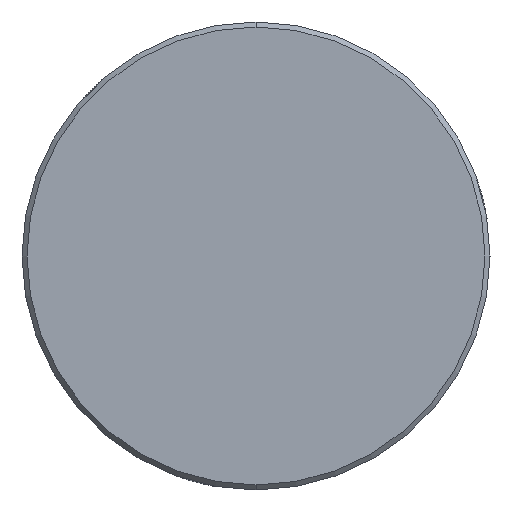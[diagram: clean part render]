
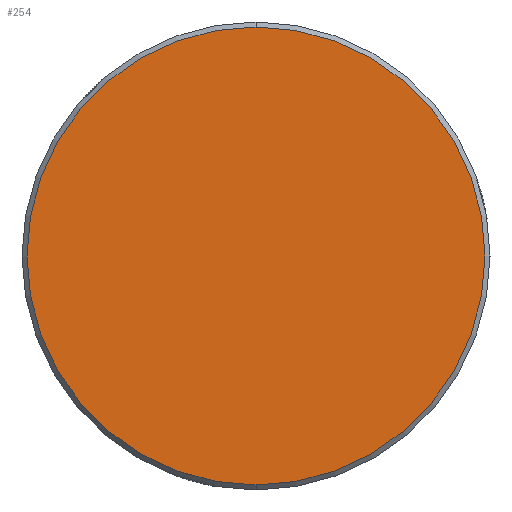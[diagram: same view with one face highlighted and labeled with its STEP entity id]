
A CAD part, left-side view. The second image highlights one B-rep face of the part: STEP entity #254.
In plain terms, the highlighted planar face has unit normal (-1, 0, 0).
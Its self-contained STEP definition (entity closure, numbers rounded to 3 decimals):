
#54 = AXIS2_PLACEMENT_3D ( 'NONE', #1129, #1258, #157 ) ;
#74 = AXIS2_PLACEMENT_3D ( 'NONE', #1232, #421, #1103 ) ;
#109 = ORIENTED_EDGE ( 'NONE', *, *, #911, .T. ) ;
#115 = EDGE_CURVE ( 'NONE', #1083, #1199, #877, .T. ) ;
#157 = DIRECTION ( 'NONE',  ( 0., 0., 1. ) ) ;
#254 = ADVANCED_FACE ( 'NONE', ( #1061 ), #1253, .T. ) ;
#323 = DIRECTION ( 'NONE',  ( -1., 0., 0. ) ) ;
#399 = AXIS2_PLACEMENT_3D ( 'NONE', #529, #323, #929 ) ;
#404 = EDGE_LOOP ( 'NONE', ( #109, #694 ) ) ;
#421 = DIRECTION ( 'NONE',  ( -1., 0., 0. ) ) ;
#477 = CARTESIAN_POINT ( 'NONE',  ( -177.2, 0., 13.7 ) ) ;
#529 = CARTESIAN_POINT ( 'NONE',  ( -177.2, 0., 0. ) ) ;
#618 = CARTESIAN_POINT ( 'NONE',  ( -177.2, 0., -13.7 ) ) ;
#694 = ORIENTED_EDGE ( 'NONE', *, *, #115, .T. ) ;
#877 = CIRCLE ( 'NONE', #399, 13.7 ) ;
#911 = EDGE_CURVE ( 'NONE', #1199, #1083, #1080, .T. ) ;
#929 = DIRECTION ( 'NONE',  ( 0., 0., -1. ) ) ;
#1061 = FACE_OUTER_BOUND ( 'NONE', #404, .T. ) ;
#1080 = CIRCLE ( 'NONE', #74, 13.7 ) ;
#1083 = VERTEX_POINT ( 'NONE', #477 ) ;
#1103 = DIRECTION ( 'NONE',  ( 0., 0., -1. ) ) ;
#1129 = CARTESIAN_POINT ( 'NONE',  ( -177.2, -13.864, -13.864 ) ) ;
#1199 = VERTEX_POINT ( 'NONE', #618 ) ;
#1232 = CARTESIAN_POINT ( 'NONE',  ( -177.2, 0., 0. ) ) ;
#1253 = PLANE ( 'NONE',  #54 ) ;
#1258 = DIRECTION ( 'NONE',  ( -1., 0., 0. ) ) ;
